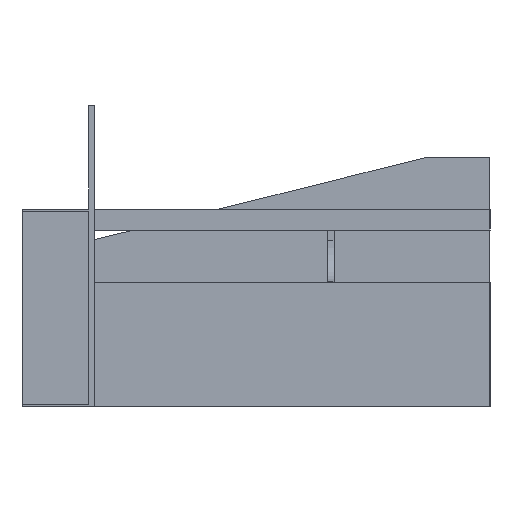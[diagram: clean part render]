
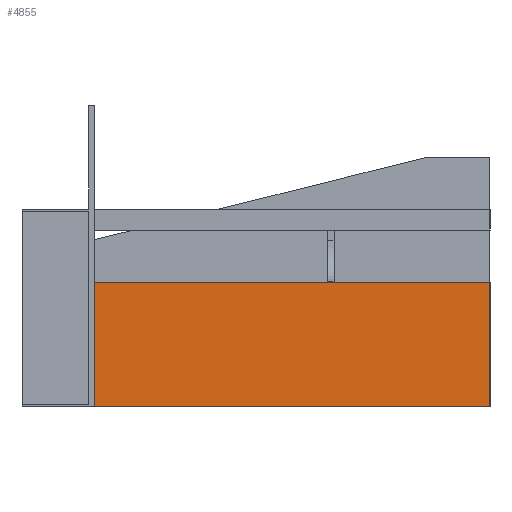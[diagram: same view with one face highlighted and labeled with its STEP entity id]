
A CAD part, left-side view. The second image highlights one B-rep face of the part: STEP entity #4855.
In plain terms, the highlighted face is planar.
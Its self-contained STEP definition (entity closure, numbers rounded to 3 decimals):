
#518 = DIRECTION ( 'NONE',  ( -1., 0., 0. ) ) ;
#584 = VERTEX_POINT ( 'NONE', #1790 ) ;
#967 = DIRECTION ( 'NONE',  ( 0., -1., 0. ) ) ;
#971 = CARTESIAN_POINT ( 'NONE',  ( 650., 1900., 600. ) ) ;
#1323 = VERTEX_POINT ( 'NONE', #4396 ) ;
#1357 = CARTESIAN_POINT ( 'NONE',  ( 650., 1900., 0. ) ) ;
#1421 = LINE ( 'NONE', #2975, #2610 ) ;
#1437 = LINE ( 'NONE', #5124, #3365 ) ;
#1492 = EDGE_CURVE ( 'NONE', #3133, #584, #2724, .T. ) ;
#1598 = EDGE_CURVE ( 'NONE', #4016, #1323, #1421, .T. ) ;
#1650 = VECTOR ( 'NONE', #2174, 1000. ) ;
#1677 = DIRECTION ( 'NONE',  ( 0., 0., 1. ) ) ;
#1779 = CARTESIAN_POINT ( 'NONE',  ( 650., 1900., 0. ) ) ;
#1790 = CARTESIAN_POINT ( 'NONE',  ( 650., 0., 0. ) ) ;
#2174 = DIRECTION ( 'NONE',  ( 0., -1., 0. ) ) ;
#2219 = EDGE_CURVE ( 'NONE', #4016, #3133, #3048, .T. ) ;
#2610 = VECTOR ( 'NONE', #967, 1000. ) ;
#2724 = LINE ( 'NONE', #1357, #1650 ) ;
#2753 = ORIENTED_EDGE ( 'NONE', *, *, #1598, .T. ) ;
#2975 = CARTESIAN_POINT ( 'NONE',  ( 650., 1900., 600. ) ) ;
#3048 = LINE ( 'NONE', #4269, #3908 ) ;
#3133 = VERTEX_POINT ( 'NONE', #1779 ) ;
#3137 = ORIENTED_EDGE ( 'NONE', *, *, #3527, .T. ) ;
#3365 = VECTOR ( 'NONE', #4744, 1000. ) ;
#3409 = ORIENTED_EDGE ( 'NONE', *, *, #2219, .F. ) ;
#3497 = ORIENTED_EDGE ( 'NONE', *, *, #1492, .F. ) ;
#3527 = EDGE_CURVE ( 'NONE', #1323, #584, #1437, .T. ) ;
#3581 = FACE_OUTER_BOUND ( 'NONE', #4375, .T. ) ;
#3701 = AXIS2_PLACEMENT_3D ( 'NONE', #4925, #518, #1677 ) ;
#3829 = DIRECTION ( 'NONE',  ( 0., 0., -1. ) ) ;
#3908 = VECTOR ( 'NONE', #3829, 1000. ) ;
#4016 = VERTEX_POINT ( 'NONE', #971 ) ;
#4269 = CARTESIAN_POINT ( 'NONE',  ( 650., 1900., 0. ) ) ;
#4369 = PLANE ( 'NONE',  #3701 ) ;
#4375 = EDGE_LOOP ( 'NONE', ( #3137, #3497, #3409, #2753 ) ) ;
#4396 = CARTESIAN_POINT ( 'NONE',  ( 650., 0., 600. ) ) ;
#4744 = DIRECTION ( 'NONE',  ( 0., 0., -1. ) ) ;
#4855 = ADVANCED_FACE ( 'NONE', ( #3581 ), #4369, .F. ) ;
#4925 = CARTESIAN_POINT ( 'NONE',  ( 650., 1900., 0. ) ) ;
#5124 = CARTESIAN_POINT ( 'NONE',  ( 650., 0., 0. ) ) ;
